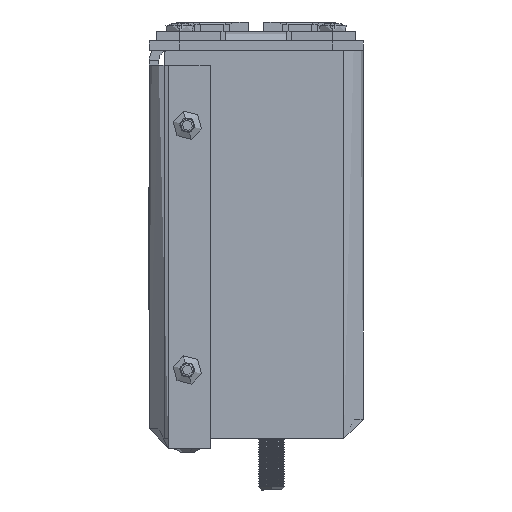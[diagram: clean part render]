
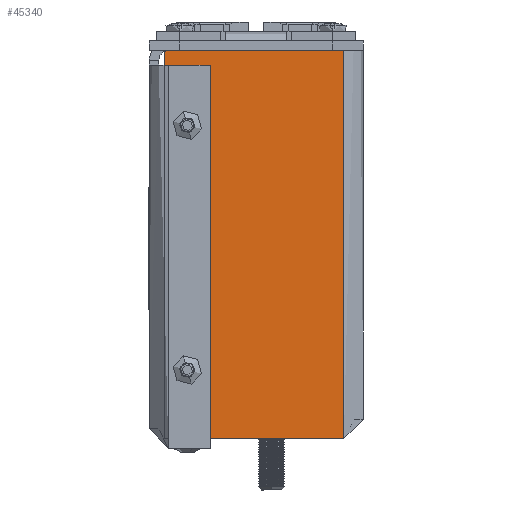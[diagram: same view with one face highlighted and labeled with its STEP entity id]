
A CAD part, left-side view. The second image highlights one B-rep face of the part: STEP entity #45340.
In plain terms, the highlighted planar face has unit normal (-1, 0, 0).
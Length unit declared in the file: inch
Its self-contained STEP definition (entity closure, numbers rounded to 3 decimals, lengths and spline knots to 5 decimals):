
#197 = VECTOR ( 'NONE', #103614, 39.37008 ) ;
#1710 = AXIS2_PLACEMENT_3D ( 'NONE', #52550, #4847, #118110 ) ;
#3382 = ORIENTED_EDGE ( 'NONE', *, *, #8301, .T. ) ;
#3507 = ORIENTED_EDGE ( 'NONE', *, *, #28215, .F. ) ;
#4847 = DIRECTION ( 'NONE',  ( -1., 0., 0. ) ) ;
#5380 = CARTESIAN_POINT ( 'NONE',  ( -8.4835, 1.4375, -1.026 ) ) ;
#6639 = CARTESIAN_POINT ( 'NONE',  ( -8.4835, 1.625, -1.5855 ) ) ;
#8301 = EDGE_CURVE ( 'NONE', #32217, #55311, #66532, .T. ) ;
#9809 = DIRECTION ( 'NONE',  ( -1., 0., 0. ) ) ;
#10303 = FACE_BOUND ( 'NONE', #66659, .T. ) ;
#11474 = EDGE_CURVE ( 'NONE', #119183, #32217, #101530, .T. ) ;
#15848 = DIRECTION ( 'NONE',  ( 0., -1., 0. ) ) ;
#22352 = AXIS2_PLACEMENT_3D ( 'NONE', #46999, #9809, #56712 ) ;
#26477 = VERTEX_POINT ( 'NONE', #52164 ) ;
#26629 = DIRECTION ( 'NONE',  ( 0., 1., 0. ) ) ;
#27394 = CARTESIAN_POINT ( 'NONE',  ( -8.4835, 1.5, 0.974 ) ) ;
#28215 = EDGE_CURVE ( 'NONE', #83954, #26477, #101927, .T. ) ;
#29038 = CARTESIAN_POINT ( 'NONE',  ( -8.4835, 1.625, 1.5855 ) ) ;
#31017 = CARTESIAN_POINT ( 'NONE',  ( -8.4835, 0.15748, -1.5855 ) ) ;
#32217 = VERTEX_POINT ( 'NONE', #29038 ) ;
#32785 = CARTESIAN_POINT ( 'NONE',  ( -8.4835, 1.4375, 0.974 ) ) ;
#32923 = FACE_BOUND ( 'NONE', #112165, .T. ) ;
#33520 = LINE ( 'NONE', #98486, #78959 ) ;
#36648 = VERTEX_POINT ( 'NONE', #31017 ) ;
#39025 = FACE_OUTER_BOUND ( 'NONE', #46386, .T. ) ;
#40227 = ORIENTED_EDGE ( 'NONE', *, *, #43812, .F. ) ;
#41824 = AXIS2_PLACEMENT_3D ( 'NONE', #122683, #74838, #26629 ) ;
#43812 = EDGE_CURVE ( 'NONE', #36648, #55311, #33520, .T. ) ;
#45240 = ORIENTED_EDGE ( 'NONE', *, *, #118158, .F. ) ;
#45340 = ADVANCED_FACE ( 'NONE', ( #10303, #32923, #39025 ), #74016, .F. ) ;
#46386 = EDGE_LOOP ( 'NONE', ( #3382, #40227, #99515, #72372 ) ) ;
#46999 = CARTESIAN_POINT ( 'NONE',  ( -8.4835, 1.4375, -1.026 ) ) ;
#51702 = EDGE_CURVE ( 'NONE', #88105, #60417, #98813, .T. ) ;
#52164 = CARTESIAN_POINT ( 'NONE',  ( -8.4835, 1.375, -1.026 ) ) ;
#52550 = CARTESIAN_POINT ( 'NONE',  ( -8.4835, 1.4375, 0.974 ) ) ;
#55311 = VERTEX_POINT ( 'NONE', #72036 ) ;
#56712 = DIRECTION ( 'NONE',  ( 0., -1., 0. ) ) ;
#57128 = EDGE_CURVE ( 'NONE', #119183, #36648, #106124, .T. ) ;
#59050 = CARTESIAN_POINT ( 'NONE',  ( -8.4835, 1.625, 1.5855 ) ) ;
#60417 = VERTEX_POINT ( 'NONE', #106774 ) ;
#61937 = DIRECTION ( 'NONE',  ( 0., 1., 0. ) ) ;
#62392 = DIRECTION ( 'NONE',  ( 0., -1., 0. ) ) ;
#65037 = CARTESIAN_POINT ( 'NONE',  ( -8.4835, 0.15748, -1.5855 ) ) ;
#66532 = LINE ( 'NONE', #6639, #111963 ) ;
#66659 = EDGE_LOOP ( 'NONE', ( #74455, #120016 ) ) ;
#72036 = CARTESIAN_POINT ( 'NONE',  ( -8.4835, 1.625, -1.5855 ) ) ;
#72372 = ORIENTED_EDGE ( 'NONE', *, *, #11474, .T. ) ;
#73964 = CIRCLE ( 'NONE', #125205, 0.0625 ) ;
#74016 = PLANE ( 'NONE',  #41824 ) ;
#74455 = ORIENTED_EDGE ( 'NONE', *, *, #90962, .F. ) ;
#74838 = DIRECTION ( 'NONE',  ( 1., 0., 0. ) ) ;
#78959 = VECTOR ( 'NONE', #117052, 39.37008 ) ;
#83810 = AXIS2_PLACEMENT_3D ( 'NONE', #32785, #120444, #62392 ) ;
#83954 = VERTEX_POINT ( 'NONE', #93058 ) ;
#88105 = VERTEX_POINT ( 'NONE', #27394 ) ;
#90962 = EDGE_CURVE ( 'NONE', #60417, #88105, #99428, .T. ) ;
#93058 = CARTESIAN_POINT ( 'NONE',  ( -8.4835, 1.5, -1.026 ) ) ;
#98486 = CARTESIAN_POINT ( 'NONE',  ( -8.4835, 0.15748, -1.5855 ) ) ;
#98813 = CIRCLE ( 'NONE', #83810, 0.0625 ) ;
#99428 = CIRCLE ( 'NONE', #1710, 0.0625 ) ;
#99515 = ORIENTED_EDGE ( 'NONE', *, *, #57128, .F. ) ;
#100781 = CARTESIAN_POINT ( 'NONE',  ( -8.4835, 0.15748, 1.5855 ) ) ;
#101530 = LINE ( 'NONE', #59050, #112059 ) ;
#101927 = CIRCLE ( 'NONE', #22352, 0.0625 ) ;
#103614 = DIRECTION ( 'NONE',  ( 0., 0., -1. ) ) ;
#106124 = LINE ( 'NONE', #65037, #197 ) ;
#106774 = CARTESIAN_POINT ( 'NONE',  ( -8.4835, 1.375, 0.974 ) ) ;
#111963 = VECTOR ( 'NONE', #112330, 39.37008 ) ;
#112059 = VECTOR ( 'NONE', #61937, 39.37008 ) ;
#112165 = EDGE_LOOP ( 'NONE', ( #45240, #3507 ) ) ;
#112330 = DIRECTION ( 'NONE',  ( 0., 0., -1. ) ) ;
#117052 = DIRECTION ( 'NONE',  ( 0., 1., 0. ) ) ;
#118110 = DIRECTION ( 'NONE',  ( 0., -1., 0. ) ) ;
#118158 = EDGE_CURVE ( 'NONE', #26477, #83954, #73964, .T. ) ;
#119183 = VERTEX_POINT ( 'NONE', #100781 ) ;
#120016 = ORIENTED_EDGE ( 'NONE', *, *, #51702, .F. ) ;
#120444 = DIRECTION ( 'NONE',  ( -1., 0., 0. ) ) ;
#121646 = DIRECTION ( 'NONE',  ( -1., 0., 0. ) ) ;
#122683 = CARTESIAN_POINT ( 'NONE',  ( -8.4835, 1.625, -1.5855 ) ) ;
#125205 = AXIS2_PLACEMENT_3D ( 'NONE', #5380, #121646, #15848 ) ;
